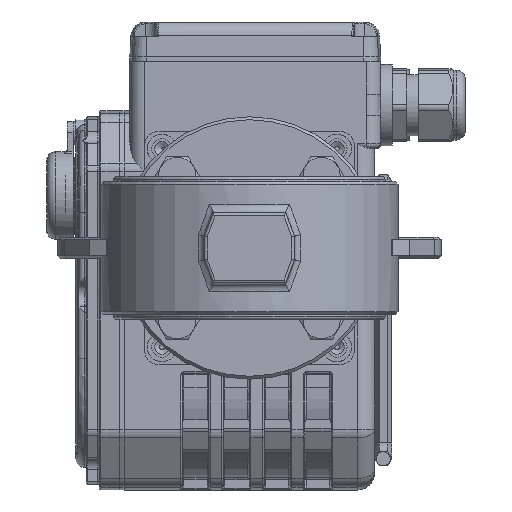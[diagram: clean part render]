
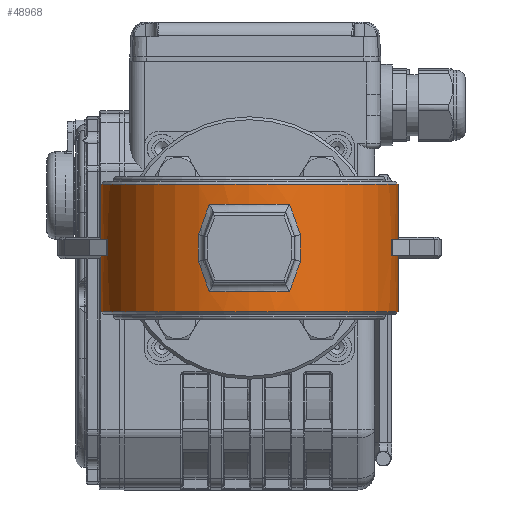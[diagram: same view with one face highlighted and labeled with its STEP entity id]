
A CAD part, front view. The second image highlights one B-rep face of the part: STEP entity #48968.
In plain terms, the highlighted cylindrical face has radius 51 mm (diameter 102 mm), a partial arc.
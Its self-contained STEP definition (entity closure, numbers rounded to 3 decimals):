
#492=ELLIPSE('',#55260,152.765,51.);
#494=ELLIPSE('',#55330,152.765,51.);
#496=ELLIPSE('',#55337,152.765,51.);
#498=ELLIPSE('',#55345,152.765,51.);
#1273=LINE('',#81477,#5072);
#1277=LINE('',#81486,#5076);
#1327=LINE('',#82083,#5126);
#1330=LINE('',#82139,#5129);
#1347=LINE('',#82353,#5146);
#1348=LINE('',#82354,#5147);
#1351=LINE('',#82359,#5150);
#1352=LINE('',#82360,#5151);
#5072=VECTOR('',#61533,1000.);
#5076=VECTOR('',#61539,1000.);
#5126=VECTOR('',#61739,1000.);
#5129=VECTOR('',#61748,1000.);
#5146=VECTOR('',#61815,1000.);
#5147=VECTOR('',#61816,1000.);
#5150=VECTOR('',#61823,1000.);
#5151=VECTOR('',#61824,1000.);
#9568=CYLINDRICAL_SURFACE('',#55363,51.);
#12936=ORIENTED_EDGE('',*,*,#26530,.F.);
#12937=ORIENTED_EDGE('',*,*,#26640,.T.);
#12938=ORIENTED_EDGE('',*,*,#26505,.T.);
#12939=ORIENTED_EDGE('',*,*,#26485,.T.);
#12940=ORIENTED_EDGE('',*,*,#26500,.F.);
#12941=ORIENTED_EDGE('',*,*,#26639,.T.);
#12942=ORIENTED_EDGE('',*,*,#26555,.T.);
#12943=ORIENTED_EDGE('',*,*,#26644,.F.);
#12944=ORIENTED_EDGE('',*,*,#26491,.F.);
#12945=ORIENTED_EDGE('',*,*,#26481,.F.);
#12946=ORIENTED_EDGE('',*,*,#26495,.T.);
#12947=ORIENTED_EDGE('',*,*,#26643,.F.);
#12948=ORIENTED_EDGE('',*,*,#26608,.F.);
#12949=ORIENTED_EDGE('',*,*,#26598,.F.);
#12950=ORIENTED_EDGE('',*,*,#26604,.T.);
#12951=ORIENTED_EDGE('',*,*,#26489,.F.);
#12952=ORIENTED_EDGE('',*,*,#26602,.T.);
#12953=ORIENTED_EDGE('',*,*,#26611,.F.);
#12954=ORIENTED_EDGE('',*,*,#26616,.T.);
#12955=ORIENTED_EDGE('',*,*,#26620,.F.);
#26481=EDGE_CURVE('',#33567,#33566,#1273,.T.);
#26485=EDGE_CURVE('',#33568,#33571,#1277,.T.);
#26489=EDGE_CURVE('',#33575,#33576,#492,.T.);
#26491=EDGE_CURVE('',#33566,#33577,#37975,.T.);
#26495=EDGE_CURVE('',#33567,#33579,#37976,.T.);
#26500=EDGE_CURVE('',#33583,#33571,#37977,.T.);
#26505=EDGE_CURVE('',#33585,#33568,#37978,.T.);
#26530=EDGE_CURVE('',#33607,#33608,#37989,.T.);
#26555=EDGE_CURVE('',#33628,#33627,#37999,.T.);
#26598=EDGE_CURVE('',#33651,#33652,#494,.T.);
#26602=EDGE_CURVE('',#33575,#33655,#1327,.T.);
#26604=EDGE_CURVE('',#33651,#33576,#38011,.T.);
#26608=EDGE_CURVE('',#33652,#33657,#1330,.T.);
#26611=EDGE_CURVE('',#33660,#33655,#496,.T.);
#26616=EDGE_CURVE('',#33660,#33664,#38014,.T.);
#26620=EDGE_CURVE('',#33657,#33664,#498,.T.);
#26639=EDGE_CURVE('',#33583,#33628,#1347,.T.);
#26640=EDGE_CURVE('',#33607,#33585,#1348,.T.);
#26643=EDGE_CURVE('',#33608,#33579,#1351,.T.);
#26644=EDGE_CURVE('',#33577,#33627,#1352,.T.);
#33566=VERTEX_POINT('',#81474);
#33567=VERTEX_POINT('',#81476);
#33568=VERTEX_POINT('',#81480);
#33571=VERTEX_POINT('',#81485);
#33575=VERTEX_POINT('',#81560);
#33576=VERTEX_POINT('',#81562);
#33577=VERTEX_POINT('',#81617);
#33579=VERTEX_POINT('',#81623);
#33583=VERTEX_POINT('',#81634);
#33585=VERTEX_POINT('',#81640);
#33607=VERTEX_POINT('',#81708);
#33608=VERTEX_POINT('',#81710);
#33627=VERTEX_POINT('',#81790);
#33628=VERTEX_POINT('',#81792);
#33651=VERTEX_POINT('',#81989);
#33652=VERTEX_POINT('',#81991);
#33655=VERTEX_POINT('',#82082);
#33657=VERTEX_POINT('',#82137);
#33660=VERTEX_POINT('',#82219);
#33664=VERTEX_POINT('',#82283);
#37975=CIRCLE('',#55262,51.);
#37976=CIRCLE('',#55264,51.);
#37977=CIRCLE('',#55267,51.);
#37978=CIRCLE('',#55269,51.);
#37989=CIRCLE('',#55287,51.);
#37999=CIRCLE('',#55304,51.);
#38011=CIRCLE('',#55334,51.);
#38014=CIRCLE('',#55341,51.);
#40741=EDGE_LOOP('',(#12936,#12937,#12938,#12939,#12940,#12941,#12942,#12943,
#12944,#12945,#12946,#12947));
#40742=EDGE_LOOP('',(#12948,#12949,#12950,#12951,#12952,#12953,#12954,#12955));
#44274=FACE_BOUND('',#40741,.T.);
#44275=FACE_BOUND('',#40742,.T.);
#48968=ADVANCED_FACE('',(#44274,#44275),#9568,.T.);
#55260=AXIS2_PLACEMENT_3D('',#81561,#61544,#61545);
#55262=AXIS2_PLACEMENT_3D('',#81616,#61548,#61549);
#55264=AXIS2_PLACEMENT_3D('',#81625,#61555,#61556);
#55267=AXIS2_PLACEMENT_3D('',#81635,#61565,#61566);
#55269=AXIS2_PLACEMENT_3D('',#81644,#61573,#61574);
#55287=AXIS2_PLACEMENT_3D('',#81709,#61620,#61621);
#55304=AXIS2_PLACEMENT_3D('',#81791,#61662,#61663);
#55330=AXIS2_PLACEMENT_3D('',#81990,#61733,#61734);
#55334=AXIS2_PLACEMENT_3D('',#82086,#61743,#61744);
#55337=AXIS2_PLACEMENT_3D('',#82220,#61751,#61752);
#55341=AXIS2_PLACEMENT_3D('',#82284,#61759,#61760);
#55345=AXIS2_PLACEMENT_3D('',#82317,#61767,#61768);
#55363=AXIS2_PLACEMENT_3D('',#82361,#61825,#61826);
#61533=DIRECTION('',(0.,0.,-1.));
#61539=DIRECTION('',(0.,0.,-1.));
#61544=DIRECTION('',(-0.943,0.,-0.334));
#61545=DIRECTION('',(0.334,0.,-0.943));
#61548=DIRECTION('',(0.,0.,1.));
#61549=DIRECTION('',(-1.,0.,0.));
#61555=DIRECTION('',(0.,0.,1.));
#61556=DIRECTION('',(-1.,0.,0.));
#61565=DIRECTION('',(0.,0.,1.));
#61566=DIRECTION('',(1.,0.,0.));
#61573=DIRECTION('',(0.,0.,1.));
#61574=DIRECTION('',(1.,0.,0.));
#61620=DIRECTION('',(0.,0.,1.));
#61621=DIRECTION('',(1.,0.,0.));
#61662=DIRECTION('',(0.,0.,1.));
#61663=DIRECTION('',(1.,0.,0.));
#61733=DIRECTION('',(0.943,0.,-0.334));
#61734=DIRECTION('',(-0.334,0.,-0.943));
#61739=DIRECTION('',(0.,0.,-1.));
#61743=DIRECTION('',(0.,0.,1.));
#61744=DIRECTION('',(1.,0.,0.));
#61748=DIRECTION('',(0.,0.,-1.));
#61751=DIRECTION('',(-0.943,0.,0.334));
#61752=DIRECTION('',(-0.334,0.,-0.943));
#61759=DIRECTION('',(0.,0.,-1.));
#61760=DIRECTION('',(-1.,0.,0.));
#61767=DIRECTION('',(0.943,0.,0.334));
#61768=DIRECTION('',(0.334,0.,-0.943));
#61815=DIRECTION('',(0.,0.,-1.));
#61816=DIRECTION('',(0.,0.,-1.));
#61823=DIRECTION('',(0.,0.,-1.));
#61824=DIRECTION('',(0.,0.,-1.));
#61825=DIRECTION('',(0.,0.,1.));
#61826=DIRECTION('',(-1.,0.,0.));
#81474=CARTESIAN_POINT('',(48.744,-15.,-2.75));
#81476=CARTESIAN_POINT('',(48.744,-15.,2.75));
#81477=CARTESIAN_POINT('',(48.744,-15.,2.75));
#81480=CARTESIAN_POINT('',(-48.744,-15.,2.75));
#81485=CARTESIAN_POINT('',(-48.744,-15.,-2.75));
#81486=CARTESIAN_POINT('',(-48.744,-15.,2.75));
#81560=CARTESIAN_POINT('',(17.472,-47.914,4.544));
#81561=CARTESIAN_POINT('',(0.,0.,53.877));
#81562=CARTESIAN_POINT('',(13.769,-49.106,15.));
#81616=CARTESIAN_POINT('',(0.,0.,-2.75));
#81617=CARTESIAN_POINT('',(51.,-0.1,-2.75));
#81623=CARTESIAN_POINT('',(51.,-0.1,2.75));
#81625=CARTESIAN_POINT('',(0.,0.,2.75));
#81634=CARTESIAN_POINT('',(-51.,-0.1,-2.75));
#81635=CARTESIAN_POINT('',(0.,0.,-2.75));
#81640=CARTESIAN_POINT('',(-51.,-0.1,2.75));
#81644=CARTESIAN_POINT('',(0.,0.,2.75));
#81708=CARTESIAN_POINT('',(-51.,-0.1,21.8));
#81709=CARTESIAN_POINT('',(0.,0.,21.8));
#81710=CARTESIAN_POINT('',(51.,-0.1,21.8));
#81790=CARTESIAN_POINT('',(51.,-0.1,-21.8));
#81791=CARTESIAN_POINT('',(0.,0.,-21.8));
#81792=CARTESIAN_POINT('',(-51.,-0.1,-21.8));
#81989=CARTESIAN_POINT('',(-13.769,-49.106,15.));
#81990=CARTESIAN_POINT('',(0.,0.,53.877));
#81991=CARTESIAN_POINT('',(-17.472,-47.914,4.544));
#82082=CARTESIAN_POINT('',(17.472,-47.914,-4.544));
#82083=CARTESIAN_POINT('',(17.472,-47.914,22.8));
#82086=CARTESIAN_POINT('',(0.,0.,15.));
#82137=CARTESIAN_POINT('',(-17.472,-47.914,-4.544));
#82139=CARTESIAN_POINT('',(-17.472,-47.914,22.8));
#82219=CARTESIAN_POINT('',(13.769,-49.106,-15.));
#82220=CARTESIAN_POINT('',(0.,0.,-53.877));
#82283=CARTESIAN_POINT('',(-13.769,-49.106,-15.));
#82284=CARTESIAN_POINT('',(0.,0.,-15.));
#82317=CARTESIAN_POINT('',(0.,0.,-53.877));
#82353=CARTESIAN_POINT('',(-51.,-0.1,22.8));
#82354=CARTESIAN_POINT('',(-51.,-0.1,22.8));
#82359=CARTESIAN_POINT('',(51.,-0.1,22.8));
#82360=CARTESIAN_POINT('',(51.,-0.1,22.8));
#82361=CARTESIAN_POINT('',(0.,0.,22.8));
